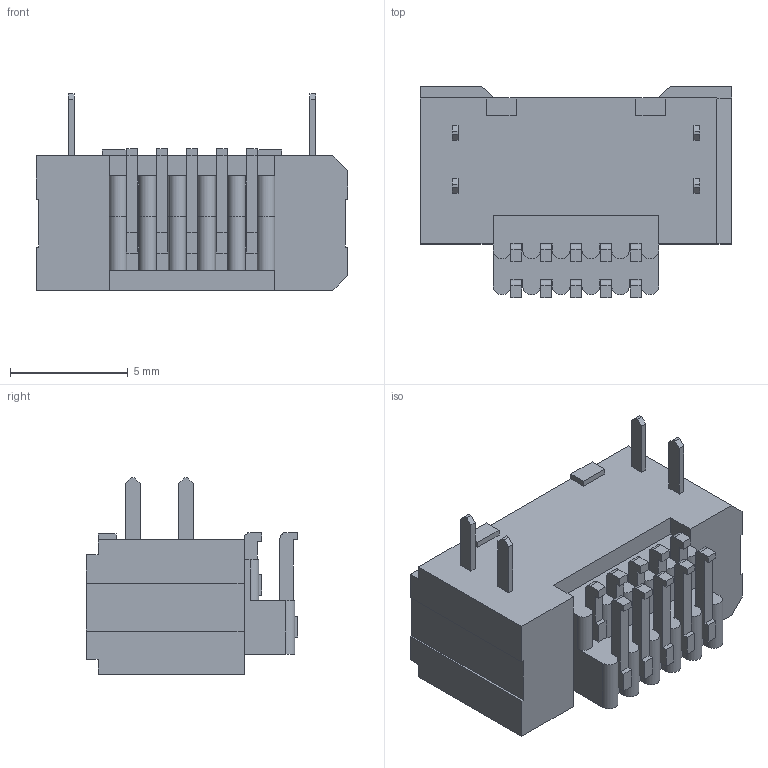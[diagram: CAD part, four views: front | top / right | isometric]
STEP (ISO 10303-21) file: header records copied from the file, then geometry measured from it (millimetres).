
FILE_DESCRIPTION(/* description */ ('STEP AP214'),/* implementation_level */ '2;1');
FILE_NAME(/* name */ 'TFM-105-02-L-DH',/* time_stamp */ '2024-08-23T18:22:29+02:00',/* author */ ('License CC BY-ND 4.0'),/* organization */ ('CADENAS'),/* preprocessor_version */ 'ST-DEVELOPER v19.3',/* originating_system */ 'PARTsolutions',/* authorisation */ ' ');
FILE_SCHEMA (('AUTOMOTIVE_DESIGN {1 0 10303 214 3 1 1}'));
Length unit declared in the file: inch
Products named in the file (4): TFM-105-02-L-DH; TFM-105-02-L-DH_terminal; TFM-105-02-L-DH-L_pins; TFM-105-02-L-DH-L-2_pins
Assembly tree (3 placements, depth 2):
  TFM-105-02-L-DH
    TFM-105-02-L-DH_terminal
    TFM-105-02-L-DH-L_pins
    TFM-105-02-L-DH-L-2_pins
Bounding box: 13.23 x 8.99 x 8.36 mm (x, y, z)
Volume: 375.4 mm3; surface area: 856.8 mm2
Topology: 3 solids, 3 shells, 341 faces, 962 edges, 639 vertices
Faces by surface type: plane 299, cylinder 42
Full cylindrical faces by diameter (mm): 0.457 x10
Entity records: 10837 total; most frequent: CARTESIAN_POINT 1916, ORIENTED_EDGE 1884, DIRECTION 1716, EDGE_CURVE 942, LINE 858, VECTOR 858, VERTEX_POINT 629, AXIS2_PLACEMENT_3D 429
